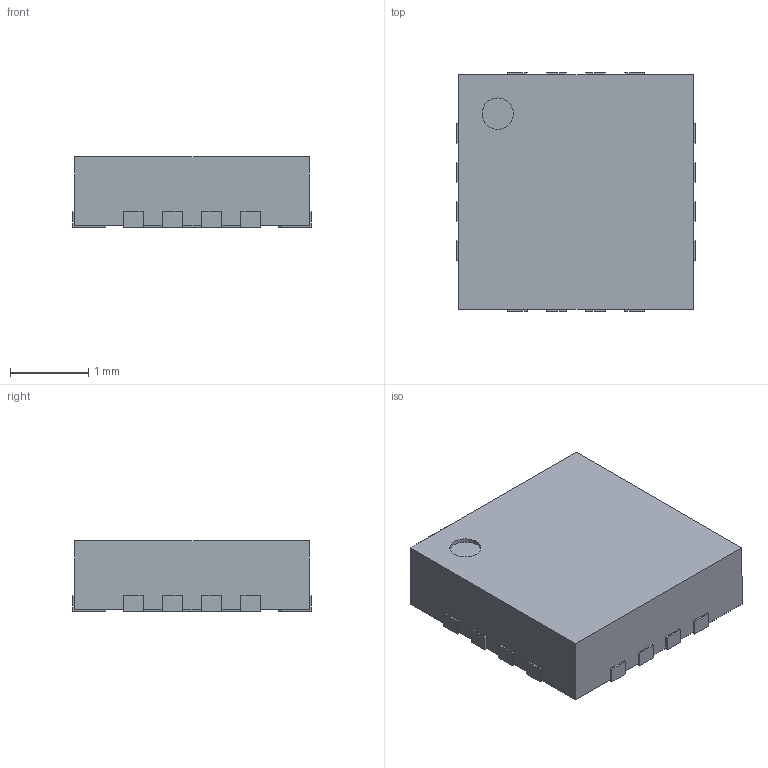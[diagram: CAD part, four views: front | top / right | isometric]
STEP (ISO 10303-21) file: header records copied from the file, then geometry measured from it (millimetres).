
FILE_DESCRIPTION (( 'STEP AP214' ), '1' );
FILE_NAME ('ALSRobot-QFN16 3x3.STEP', '2018-12-14T07:08:03', ( '' ), ( '' ), 'SwSTEP 2.0', 'SolidWorks 2018', '' );
FILE_SCHEMA (( 'AUTOMOTIVE_DESIGN' ));
Length unit declared in the file: millimetre
Products named in the file (19): ALSRobot-QFN16 3x3_User Library-QFN-16_3x3_8; ALSRobot-QFN16 3x3_User Library-QFN-16_3x3_18; ALSRobot-QFN16 3x3_User Library-QFN-16_3x3_11; ALSRobot-QFN16 3x3_User Library-QFN-16_3x3_17; ALSRobot-QFN16 3x3_User Library-QFN-16_3x3_15; ALSRobot-QFN16 3x3_User Library-QFN-16_3x3_4; ALSRobot-QFN16 3x3_User Library-QFN-16_3x3_6; ALSRobot-QFN16 3x3_User Library-QFN-16_3x3_7; ALSRobot-QFN16 3x3_User Library-QFN-16_3x3_5; ALSRobot-QFN16 3x3_User Library-QFN-16_3x3_9; ALSRobot-QFN16 3x3_User Library-QFN-16_3x3_10; ALSRobot-QFN16 3x3_User Library-QFN-16_3x3_2; ALSRobot-QFN16 3x3_User Library-QFN-16_3x3_1; ALSRobot-QFN16 3x3_User Library-QFN-16_3x3_14; ALSRobot-QFN16 3x3_User Library-QFN-16_3x3_13; ALSRobot-QFN16 3x3_User Library-QFN-16_3x3_16; ALSRobot-QFN16 3x3_User Library-QFN-16_3x3_3; ALSRobot-QFN16 3x3; ALSRobot-QFN16 3x3_User Library-QFN-16_3x3_12
Assembly tree (18 placements, depth 2):
  ALSRobot-QFN16 3x3
    ALSRobot-QFN16 3x3_User Library-QFN-16_3x3_1
    ALSRobot-QFN16 3x3_User Library-QFN-16_3x3_2
    ALSRobot-QFN16 3x3_User Library-QFN-16_3x3_3
    ALSRobot-QFN16 3x3_User Library-QFN-16_3x3_4
    ALSRobot-QFN16 3x3_User Library-QFN-16_3x3_5
    ALSRobot-QFN16 3x3_User Library-QFN-16_3x3_6
    ALSRobot-QFN16 3x3_User Library-QFN-16_3x3_7
    ALSRobot-QFN16 3x3_User Library-QFN-16_3x3_8
    ALSRobot-QFN16 3x3_User Library-QFN-16_3x3_9
    ALSRobot-QFN16 3x3_User Library-QFN-16_3x3_10
    ALSRobot-QFN16 3x3_User Library-QFN-16_3x3_11
    ALSRobot-QFN16 3x3_User Library-QFN-16_3x3_12
    ALSRobot-QFN16 3x3_User Library-QFN-16_3x3_13
    ALSRobot-QFN16 3x3_User Library-QFN-16_3x3_14
    ALSRobot-QFN16 3x3_User Library-QFN-16_3x3_15
    ALSRobot-QFN16 3x3_User Library-QFN-16_3x3_16
    ALSRobot-QFN16 3x3_User Library-QFN-16_3x3_17
    ALSRobot-QFN16 3x3_User Library-QFN-16_3x3_18
Bounding box: 3.04 x 3.04 x 0.9 mm (x, y, z)
Volume: 8 mm3; surface area: 38.3 mm2
Topology: 18 solids, 18 shells, 151 faces, 342 edges, 228 vertices
Faces by surface type: plane 149, cylinder 2
Entity records: 6615 total; most frequent: CARTESIAN_POINT 742, DIRECTION 690, ORIENTED_EDGE 684, EDGE_CURVE 342, LINE 338, VECTOR 338, VERTEX_POINT 228, UNCERTAINTY_MEASURE_WITH_UNIT 206
